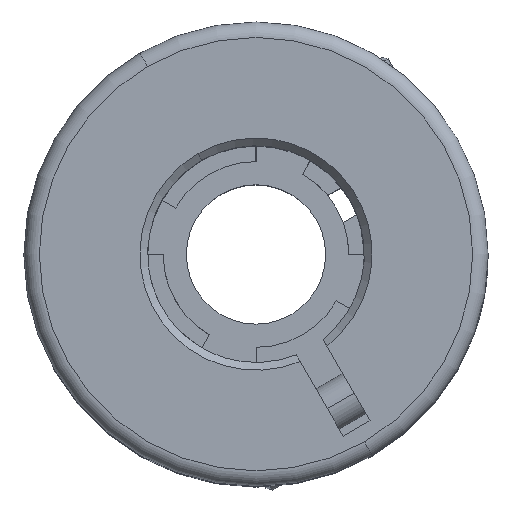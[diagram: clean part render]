
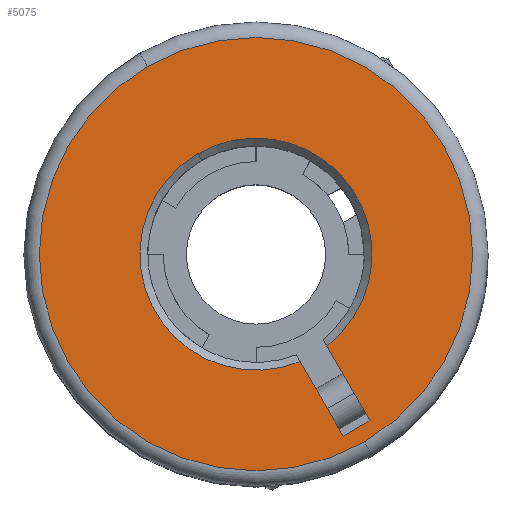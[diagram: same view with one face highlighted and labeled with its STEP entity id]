
A CAD part, top view. The second image highlights one B-rep face of the part: STEP entity #5075.
In plain terms, the highlighted face is planar.
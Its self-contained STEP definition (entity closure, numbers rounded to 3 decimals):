
#31 = FACE_OUTER_BOUND ( 'NONE', #3481, .T. ) ;
#132 = VECTOR ( 'NONE', #4182, 1000. ) ;
#148 = CARTESIAN_POINT ( 'NONE',  ( 0., 0., 0. ) ) ;
#199 = EDGE_CURVE ( 'NONE', #4547, #568, #2577, .T. ) ;
#455 = VECTOR ( 'NONE', #1838, 1000. ) ;
#474 = AXIS2_PLACEMENT_3D ( 'NONE', #3308, #484, #810 ) ;
#484 = DIRECTION ( 'NONE',  ( 0., 0., -1. ) ) ;
#546 = CARTESIAN_POINT ( 'NONE',  ( 7.433, 1., 0. ) ) ;
#568 = VERTEX_POINT ( 'NONE', #4501 ) ;
#578 = VERTEX_POINT ( 'NONE', #3748 ) ;
#768 = CARTESIAN_POINT ( 'NONE',  ( 0., 0., 0. ) ) ;
#810 = DIRECTION ( 'NONE',  ( 1., 0., 0. ) ) ;
#934 = DIRECTION ( 'NONE',  ( 0., 0., -1. ) ) ;
#942 = LINE ( 'NONE', #1805, #5100 ) ;
#1027 = AXIS2_PLACEMENT_3D ( 'NONE', #3499, #934, #2196 ) ;
#1107 = LINE ( 'NONE', #3667, #132 ) ;
#1115 = VERTEX_POINT ( 'NONE', #4112 ) ;
#1236 = FACE_BOUND ( 'NONE', #2867, .T. ) ;
#1585 = CARTESIAN_POINT ( 'NONE',  ( 13., 1., 0. ) ) ;
#1710 = AXIS2_PLACEMENT_3D ( 'NONE', #148, #5118, #1832 ) ;
#1714 = CIRCLE ( 'NONE', #3885, 7.5 ) ;
#1801 = ORIENTED_EDGE ( 'NONE', *, *, #4761, .T. ) ;
#1805 = CARTESIAN_POINT ( 'NONE',  ( 1., -1., 0. ) ) ;
#1814 = LINE ( 'NONE', #4332, #455 ) ;
#1826 = ORIENTED_EDGE ( 'NONE', *, *, #3380, .T. ) ;
#1829 = DIRECTION ( 'NONE',  ( 1., 0., 0. ) ) ;
#1832 = DIRECTION ( 'NONE',  ( 1., 0., 0. ) ) ;
#1838 = DIRECTION ( 'NONE',  ( 0., 1., 0. ) ) ;
#2035 = DIRECTION ( 'NONE',  ( 1., 0., 0. ) ) ;
#2196 = DIRECTION ( 'NONE',  ( 1., 0., 0. ) ) ;
#2342 = DIRECTION ( 'NONE',  ( 1., 0., 0. ) ) ;
#2404 = EDGE_CURVE ( 'NONE', #1115, #4333, #1814, .T. ) ;
#2577 = CIRCLE ( 'NONE', #474, 14. ) ;
#2688 = CIRCLE ( 'NONE', #1027, 14. ) ;
#2867 = EDGE_LOOP ( 'NONE', ( #4338, #4806, #1826, #1801, #3582 ) ) ;
#2893 = EDGE_CURVE ( 'NONE', #5210, #578, #3013, .T. ) ;
#3013 = CIRCLE ( 'NONE', #1710, 7.5 ) ;
#3308 = CARTESIAN_POINT ( 'NONE',  ( 0., 0., 0. ) ) ;
#3380 = EDGE_CURVE ( 'NONE', #578, #5044, #1714, .T. ) ;
#3481 = EDGE_LOOP ( 'NONE', ( #5026, #4566 ) ) ;
#3499 = CARTESIAN_POINT ( 'NONE',  ( 0., 0., 0. ) ) ;
#3582 = ORIENTED_EDGE ( 'NONE', *, *, #2404, .T. ) ;
#3592 = EDGE_CURVE ( 'NONE', #4333, #5210, #1107, .T. ) ;
#3667 = CARTESIAN_POINT ( 'NONE',  ( 1., 1., 0. ) ) ;
#3707 = DIRECTION ( 'NONE',  ( 0., 0., 1. ) ) ;
#3727 = DIRECTION ( 'NONE',  ( 0., 0., 1. ) ) ;
#3748 = CARTESIAN_POINT ( 'NONE',  ( -7.5, 0., 0. ) ) ;
#3885 = AXIS2_PLACEMENT_3D ( 'NONE', #4440, #3707, #2342 ) ;
#4112 = CARTESIAN_POINT ( 'NONE',  ( 13., -1., 0. ) ) ;
#4182 = DIRECTION ( 'NONE',  ( -1., 0., 0. ) ) ;
#4207 = PLANE ( 'NONE',  #5300 ) ;
#4332 = CARTESIAN_POINT ( 'NONE',  ( 13., 1., 0. ) ) ;
#4333 = VERTEX_POINT ( 'NONE', #1585 ) ;
#4338 = ORIENTED_EDGE ( 'NONE', *, *, #3592, .T. ) ;
#4440 = CARTESIAN_POINT ( 'NONE',  ( 0., 0., 0. ) ) ;
#4501 = CARTESIAN_POINT ( 'NONE',  ( -14., 0., 0. ) ) ;
#4529 = CARTESIAN_POINT ( 'NONE',  ( 7.433, -1., 0. ) ) ;
#4547 = VERTEX_POINT ( 'NONE', #5030 ) ;
#4566 = ORIENTED_EDGE ( 'NONE', *, *, #5295, .T. ) ;
#4761 = EDGE_CURVE ( 'NONE', #5044, #1115, #942, .T. ) ;
#4806 = ORIENTED_EDGE ( 'NONE', *, *, #2893, .T. ) ;
#5026 = ORIENTED_EDGE ( 'NONE', *, *, #199, .T. ) ;
#5030 = CARTESIAN_POINT ( 'NONE',  ( 14., 0., 0. ) ) ;
#5044 = VERTEX_POINT ( 'NONE', #4529 ) ;
#5075 = ADVANCED_FACE ( 'NONE', ( #31, #1236 ), #4207, .F. ) ;
#5100 = VECTOR ( 'NONE', #1829, 1000. ) ;
#5118 = DIRECTION ( 'NONE',  ( 0., 0., 1. ) ) ;
#5210 = VERTEX_POINT ( 'NONE', #546 ) ;
#5295 = EDGE_CURVE ( 'NONE', #568, #4547, #2688, .T. ) ;
#5300 = AXIS2_PLACEMENT_3D ( 'NONE', #768, #3727, #2035 ) ;
